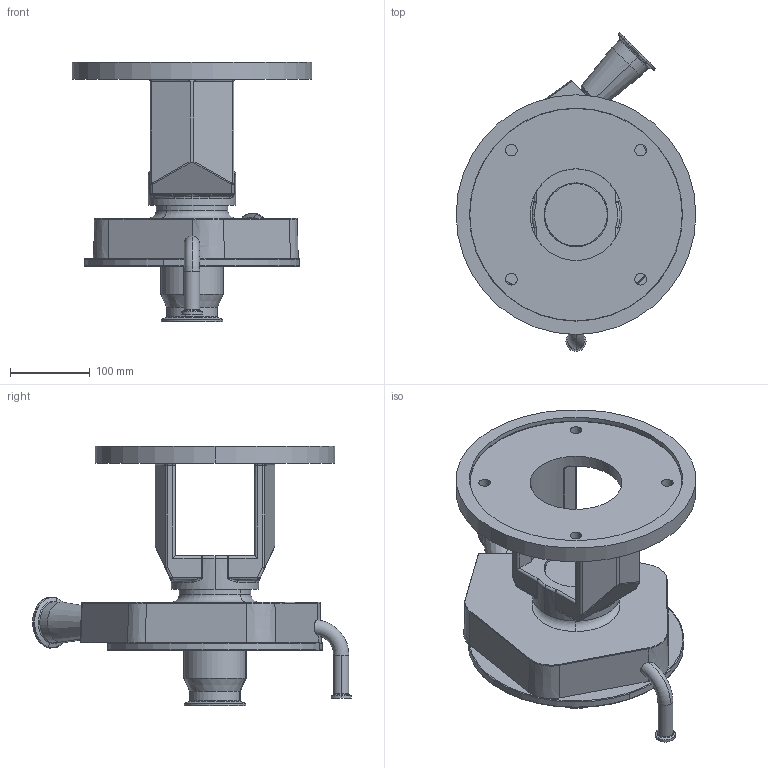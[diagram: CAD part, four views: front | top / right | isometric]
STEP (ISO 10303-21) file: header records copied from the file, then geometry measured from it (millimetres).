
FILE_DESCRIPTION (( 'STEP AP214' ), '1' );
FILE_NAME ('FPR 1741-1742 280TC 45L 3-4 IN ELBOW FRONT DRAIN.STEP', '2023-01-12T19:52:36', ( '' ), ( '' ), 'SwSTEP 2.0', 'SolidWorks 2021', '' );
FILE_SCHEMA (( 'AUTOMOTIVE_DESIGN' ));
Length unit declared in the file: millimetre
Products named in the file (1): FPR 1741-1742 280TC 45L 3-4 IN ELBOW FRONT DRAIN
Bounding box: 300 x 399.02 x 324.5 mm (x, y, z)
Volume: 3765619.3 mm3; surface area: 613635.1 mm2
Topology: 1 solids, 6 shells, 413 faces, 931 edges, 533 vertices
Faces by surface type: cylinder 142, torus 97, plane 71, cone 71, bspline 21, sphere 11
Entity records: 13496 total; most frequent: CARTESIAN_POINT 4246, DIRECTION 2103, ORIENTED_EDGE 1834, EDGE_CURVE 917, AXIS2_PLACEMENT_3D 902, VERTEX_POINT 533, CIRCLE 509, EDGE_LOOP 446
